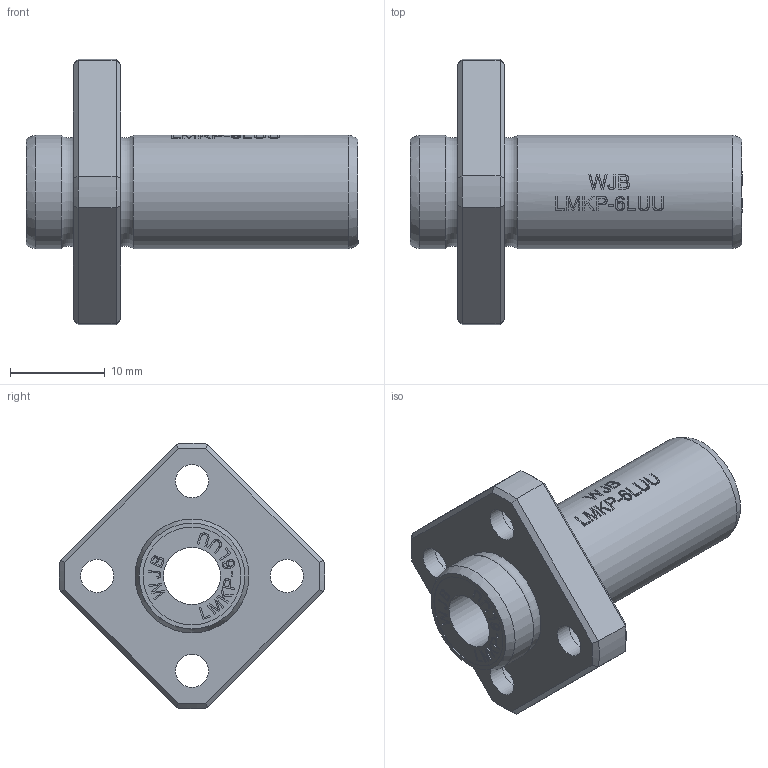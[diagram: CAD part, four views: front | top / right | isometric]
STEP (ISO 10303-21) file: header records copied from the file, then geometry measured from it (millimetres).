
FILE_DESCRIPTION(/* description */ (''),/* implementation_level */ '2;1');
FILE_NAME(/* name */ 'WJB-LMKP-6LUU.stp',/* time_stamp */ '2019-01-27T12:33:05+08:00',/* author */ (''),/* organization */ (''),/* preprocessor_version */ 'ST-DEVELOPER v11',/* originating_system */ 'SIEMENS UGS NX 6.0',/* authorisation */ '');
FILE_SCHEMA (('AUTOMOTIVE_DESIGN { 1 0 10303 214 1 1 1 1 }'));
Length unit declared in the file: millimetre
Products named in the file (1): ROCKE321z1dk
Bounding box: 35 x 27.98 x 27.98 mm (x, y, z)
Volume: 4275.1 mm3; surface area: 3306.8 mm2
Topology: 1 solids, 1 shells, 384 faces, 964 edges, 638 vertices
Faces by surface type: plane 243, extrusion 96, cylinder 33, cone 8, bspline 2, torus 2
Full cylindrical faces by diameter (mm): 3.5 x4, 6 x5, 10.3 x2, 12 x2
Entity records: 14388 total; most frequent: CARTESIAN_POINT 5787, ORIENTED_EDGE 1882, DIRECTION 1391, EDGE_CURVE 941, VERTEX_POINT 632, VECTOR 589, LINE 493, EDGE_LOOP 467
